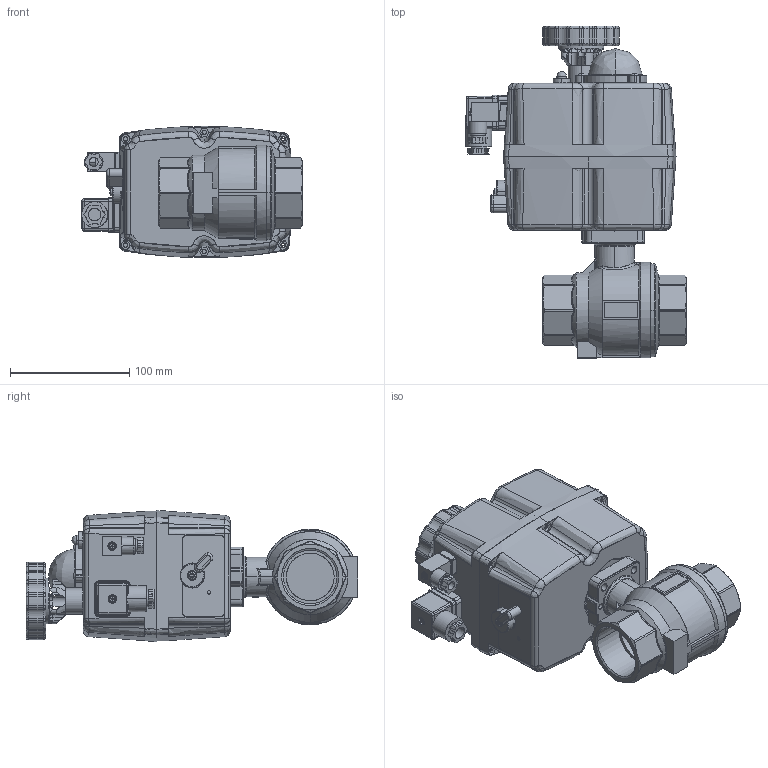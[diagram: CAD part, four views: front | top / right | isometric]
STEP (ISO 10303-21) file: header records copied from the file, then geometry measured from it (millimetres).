
FILE_DESCRIPTION (( 'STEP AP214' ), '1' );
FILE_NAME ('EK02_DN40-S20-35.STEP', '2022-01-21T13:31:46', ( '' ), ( '' ), 'SwSTEP 2.0', 'SolidWorks 2021', '' );
FILE_SCHEMA (( 'AUTOMOTIVE_DESIGN' ));
Length unit declared in the file: metre
Products named in the file (1): EK02_DN40-S20-35
Bounding box: 184.71 x 278 x 110 mm (x, y, z)
Surface area: 180676.2 mm2 (no closed solid volume)
Topology: 0 solids, 1378 shells, 1485 faces, 7583 edges, 7436 vertices
Faces by surface type: cylinder 499, bspline 406, plane 405, cone 106, torus 69
Entity records: 146892 total; most frequent: CARTESIAN_POINT 76871, DIRECTION 9780, ORIENTED_EDGE 7687, EDGE_CURVE 7545, VERTEX_POINT 7436, AXIS2_PLACEMENT_3D 3435, LINE 2910, VECTOR 2910
